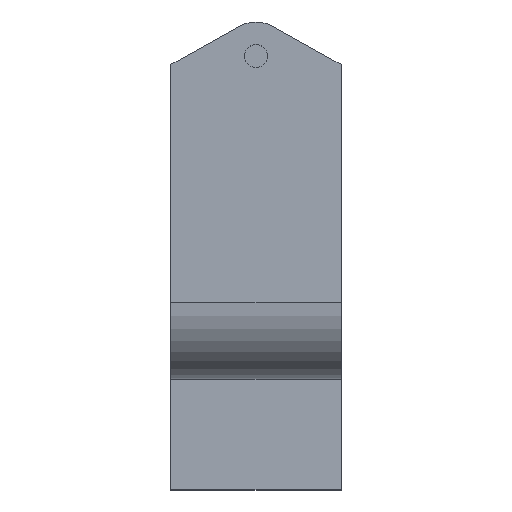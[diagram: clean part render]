
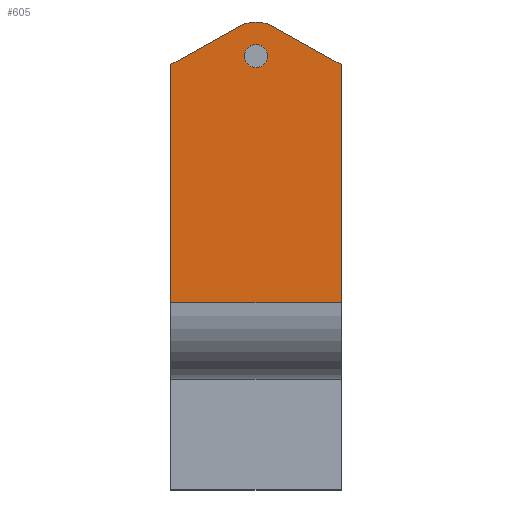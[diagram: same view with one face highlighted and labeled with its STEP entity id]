
A CAD part, top view. The second image highlights one B-rep face of the part: STEP entity #605.
In plain terms, the highlighted planar face has unit normal (0, 0, 1).
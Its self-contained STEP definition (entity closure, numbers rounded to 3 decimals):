
#22 = VERTEX_POINT('',#23);
#23 = CARTESIAN_POINT('',(-10.,54.,18.));
#32 = PLANE('',#33);
#33 = AXIS2_PLACEMENT_3D('',#34,#35,#36);
#34 = CARTESIAN_POINT('',(-10.,4.,4.));
#35 = DIRECTION('',(-1.,0.,0.));
#36 = DIRECTION('',(0.,0.,-1.));
#44 = PLANE('',#45);
#45 = AXIS2_PLACEMENT_3D('',#46,#47,#48);
#46 = CARTESIAN_POINT('',(-10.,54.,18.));
#47 = DIRECTION('',(0.487,-0.873,0.));
#48 = DIRECTION('',(0.873,0.487,0.));
#399 = VERTEX_POINT('',#400);
#400 = CARTESIAN_POINT('',(-10.,26.,18.));
#415 = CYLINDRICAL_SURFACE('',#416,9.);
#416 = AXIS2_PLACEMENT_3D('',#417,#418,#419);
#417 = CARTESIAN_POINT('',(-10.,26.,9.));
#418 = DIRECTION('',(1.,0.,0.));
#419 = DIRECTION('',(0.,-1.,0.));
#427 = EDGE_CURVE('',#399,#22,#428,.T.);
#428 = SURFACE_CURVE('',#429,(#433,#440),.PCURVE_S1.);
#429 = LINE('',#430,#431);
#430 = CARTESIAN_POINT('',(-10.,17.,18.));
#431 = VECTOR('',#432,1.);
#432 = DIRECTION('',(0.,1.,0.));
#433 = PCURVE('',#32,#434);
#434 = DEFINITIONAL_REPRESENTATION('',(#435),#439);
#435 = LINE('',#436,#437);
#436 = CARTESIAN_POINT('',(-14.,-13.));
#437 = VECTOR('',#438,1.);
#438 = DIRECTION('',(0.,-1.));
#439 = ( GEOMETRIC_REPRESENTATION_CONTEXT(2) 
PARAMETRIC_REPRESENTATION_CONTEXT() REPRESENTATION_CONTEXT('2D SPACE',''
  ) );
#440 = PCURVE('',#441,#446);
#441 = PLANE('',#442);
#442 = AXIS2_PLACEMENT_3D('',#443,#444,#445);
#443 = CARTESIAN_POINT('',(0.,36.418,18.));
#444 = DIRECTION('',(0.,0.,-1.));
#445 = DIRECTION('',(-1.,0.,0.));
#446 = DEFINITIONAL_REPRESENTATION('',(#447),#451);
#447 = LINE('',#448,#449);
#448 = CARTESIAN_POINT('',(10.,-19.418));
#449 = VECTOR('',#450,1.);
#450 = DIRECTION('',(0.,1.));
#451 = ( GEOMETRIC_REPRESENTATION_CONTEXT(2) 
PARAMETRIC_REPRESENTATION_CONTEXT() REPRESENTATION_CONTEXT('2D SPACE',''
  ) );
#509 = VERTEX_POINT('',#510);
#510 = CARTESIAN_POINT('',(-1.949,58.493,18.));
#524 = CYLINDRICAL_SURFACE('',#525,4.);
#525 = AXIS2_PLACEMENT_3D('',#526,#527,#528);
#526 = CARTESIAN_POINT('',(0.,55.,18.));
#527 = DIRECTION('',(0.,0.,1.));
#528 = DIRECTION('',(0.,-1.,0.));
#536 = EDGE_CURVE('',#22,#509,#537,.T.);
#537 = SURFACE_CURVE('',#538,(#542,#549),.PCURVE_S1.);
#538 = LINE('',#539,#540);
#539 = CARTESIAN_POINT('',(-10.,54.,18.));
#540 = VECTOR('',#541,1.);
#541 = DIRECTION('',(0.873,0.487,0.));
#542 = PCURVE('',#44,#543);
#543 = DEFINITIONAL_REPRESENTATION('',(#544),#548);
#544 = LINE('',#545,#546);
#545 = CARTESIAN_POINT('',(0.,0.));
#546 = VECTOR('',#547,1.);
#547 = DIRECTION('',(1.,0.));
#548 = ( GEOMETRIC_REPRESENTATION_CONTEXT(2) 
PARAMETRIC_REPRESENTATION_CONTEXT() REPRESENTATION_CONTEXT('2D SPACE',''
  ) );
#549 = PCURVE('',#441,#550);
#550 = DEFINITIONAL_REPRESENTATION('',(#551),#555);
#551 = LINE('',#552,#553);
#552 = CARTESIAN_POINT('',(10.,17.582));
#553 = VECTOR('',#554,1.);
#554 = DIRECTION('',(-0.873,0.487));
#555 = ( GEOMETRIC_REPRESENTATION_CONTEXT(2) 
PARAMETRIC_REPRESENTATION_CONTEXT() REPRESENTATION_CONTEXT('2D SPACE',''
  ) );
#605 = ADVANCED_FACE('',(#606,#715),#441,.F.);
#606 = FACE_BOUND('',#607,.F.);
#607 = EDGE_LOOP('',(#608,#609,#610,#638,#666,#694));
#608 = ORIENTED_EDGE('',*,*,#427,.T.);
#609 = ORIENTED_EDGE('',*,*,#536,.T.);
#610 = ORIENTED_EDGE('',*,*,#611,.F.);
#611 = EDGE_CURVE('',#612,#509,#614,.T.);
#612 = VERTEX_POINT('',#613);
#613 = CARTESIAN_POINT('',(1.949,58.493,18.));
#614 = SURFACE_CURVE('',#615,(#620,#631),.PCURVE_S1.);
#615 = CIRCLE('',#616,4.);
#616 = AXIS2_PLACEMENT_3D('',#617,#618,#619);
#617 = CARTESIAN_POINT('',(0.,55.,18.));
#618 = DIRECTION('',(0.,0.,1.));
#619 = DIRECTION('',(0.,-1.,0.));
#620 = PCURVE('',#441,#621);
#621 = DEFINITIONAL_REPRESENTATION('',(#622),#630);
#622 = ( BOUNDED_CURVE() B_SPLINE_CURVE(2,(#623,#624,#625,#626,#627,#628
,#629),.UNSPECIFIED.,.F.,.F.) B_SPLINE_CURVE_WITH_KNOTS((1,2,2,2,2,1),(
    -2.094,0.,2.094,4.189,6.283,
8.378),.UNSPECIFIED.) CURVE() GEOMETRIC_REPRESENTATION_ITEM() 
RATIONAL_B_SPLINE_CURVE((1.,0.5,1.,0.5,1.,0.5,1.)) REPRESENTATION_ITEM(
  '') );
#623 = CARTESIAN_POINT('',(0.,14.582));
#624 = CARTESIAN_POINT('',(-6.928,14.582));
#625 = CARTESIAN_POINT('',(-3.464,20.582));
#626 = CARTESIAN_POINT('',(0.,26.582));
#627 = CARTESIAN_POINT('',(3.464,20.582));
#628 = CARTESIAN_POINT('',(6.928,14.582));
#629 = CARTESIAN_POINT('',(0.,14.582));
#630 = ( GEOMETRIC_REPRESENTATION_CONTEXT(2) 
PARAMETRIC_REPRESENTATION_CONTEXT() REPRESENTATION_CONTEXT('2D SPACE',''
  ) );
#631 = PCURVE('',#524,#632);
#632 = DEFINITIONAL_REPRESENTATION('',(#633),#637);
#633 = LINE('',#634,#635);
#634 = CARTESIAN_POINT('',(0.,0.));
#635 = VECTOR('',#636,1.);
#636 = DIRECTION('',(1.,0.));
#637 = ( GEOMETRIC_REPRESENTATION_CONTEXT(2) 
PARAMETRIC_REPRESENTATION_CONTEXT() REPRESENTATION_CONTEXT('2D SPACE',''
  ) );
#638 = ORIENTED_EDGE('',*,*,#639,.T.);
#639 = EDGE_CURVE('',#612,#640,#642,.T.);
#640 = VERTEX_POINT('',#641);
#641 = CARTESIAN_POINT('',(10.,54.,18.));
#642 = SURFACE_CURVE('',#643,(#647,#654),.PCURVE_S1.);
#643 = LINE('',#644,#645);
#644 = CARTESIAN_POINT('',(1.949,58.493,18.));
#645 = VECTOR('',#646,1.);
#646 = DIRECTION('',(0.873,-0.487,0.)
  );
#647 = PCURVE('',#441,#648);
#648 = DEFINITIONAL_REPRESENTATION('',(#649),#653);
#649 = LINE('',#650,#651);
#650 = CARTESIAN_POINT('',(-1.949,22.075));
#651 = VECTOR('',#652,1.);
#652 = DIRECTION('',(-0.873,-0.487));
#653 = ( GEOMETRIC_REPRESENTATION_CONTEXT(2) 
PARAMETRIC_REPRESENTATION_CONTEXT() REPRESENTATION_CONTEXT('2D SPACE',''
  ) );
#654 = PCURVE('',#655,#660);
#655 = PLANE('',#656);
#656 = AXIS2_PLACEMENT_3D('',#657,#658,#659);
#657 = CARTESIAN_POINT('',(1.949,58.493,18.));
#658 = DIRECTION('',(-0.487,-0.873,0.)
  );
#659 = DIRECTION('',(0.873,-0.487,0.)
  );
#660 = DEFINITIONAL_REPRESENTATION('',(#661),#665);
#661 = LINE('',#662,#663);
#662 = CARTESIAN_POINT('',(0.,0.));
#663 = VECTOR('',#664,1.);
#664 = DIRECTION('',(1.,0.));
#665 = ( GEOMETRIC_REPRESENTATION_CONTEXT(2) 
PARAMETRIC_REPRESENTATION_CONTEXT() REPRESENTATION_CONTEXT('2D SPACE',''
  ) );
#666 = ORIENTED_EDGE('',*,*,#667,.F.);
#667 = EDGE_CURVE('',#668,#640,#670,.T.);
#668 = VERTEX_POINT('',#669);
#669 = CARTESIAN_POINT('',(10.,26.,18.));
#670 = SURFACE_CURVE('',#671,(#675,#682),.PCURVE_S1.);
#671 = LINE('',#672,#673);
#672 = CARTESIAN_POINT('',(10.,17.,18.));
#673 = VECTOR('',#674,1.);
#674 = DIRECTION('',(0.,1.,0.));
#675 = PCURVE('',#441,#676);
#676 = DEFINITIONAL_REPRESENTATION('',(#677),#681);
#677 = LINE('',#678,#679);
#678 = CARTESIAN_POINT('',(-10.,-19.418));
#679 = VECTOR('',#680,1.);
#680 = DIRECTION('',(0.,1.));
#681 = ( GEOMETRIC_REPRESENTATION_CONTEXT(2) 
PARAMETRIC_REPRESENTATION_CONTEXT() REPRESENTATION_CONTEXT('2D SPACE',''
  ) );
#682 = PCURVE('',#683,#688);
#683 = PLANE('',#684);
#684 = AXIS2_PLACEMENT_3D('',#685,#686,#687);
#685 = CARTESIAN_POINT('',(10.,4.,4.));
#686 = DIRECTION('',(-1.,0.,0.));
#687 = DIRECTION('',(0.,0.,-1.));
#688 = DEFINITIONAL_REPRESENTATION('',(#689),#693);
#689 = LINE('',#690,#691);
#690 = CARTESIAN_POINT('',(-14.,-13.));
#691 = VECTOR('',#692,1.);
#692 = DIRECTION('',(0.,-1.));
#693 = ( GEOMETRIC_REPRESENTATION_CONTEXT(2) 
PARAMETRIC_REPRESENTATION_CONTEXT() REPRESENTATION_CONTEXT('2D SPACE',''
  ) );
#694 = ORIENTED_EDGE('',*,*,#695,.F.);
#695 = EDGE_CURVE('',#399,#668,#696,.T.);
#696 = SURFACE_CURVE('',#697,(#701,#708),.PCURVE_S1.);
#697 = LINE('',#698,#699);
#698 = CARTESIAN_POINT('',(-10.,26.,18.));
#699 = VECTOR('',#700,1.);
#700 = DIRECTION('',(1.,0.,0.));
#701 = PCURVE('',#441,#702);
#702 = DEFINITIONAL_REPRESENTATION('',(#703),#707);
#703 = LINE('',#704,#705);
#704 = CARTESIAN_POINT('',(10.,-10.418));
#705 = VECTOR('',#706,1.);
#706 = DIRECTION('',(-1.,0.));
#707 = ( GEOMETRIC_REPRESENTATION_CONTEXT(2) 
PARAMETRIC_REPRESENTATION_CONTEXT() REPRESENTATION_CONTEXT('2D SPACE',''
  ) );
#708 = PCURVE('',#415,#709);
#709 = DEFINITIONAL_REPRESENTATION('',(#710),#714);
#710 = LINE('',#711,#712);
#711 = CARTESIAN_POINT('',(-1.571,0.));
#712 = VECTOR('',#713,1.);
#713 = DIRECTION('',(-0.,1.));
#714 = ( GEOMETRIC_REPRESENTATION_CONTEXT(2) 
PARAMETRIC_REPRESENTATION_CONTEXT() REPRESENTATION_CONTEXT('2D SPACE',''
  ) );
#715 = FACE_BOUND('',#716,.F.);
#716 = EDGE_LOOP('',(#717));
#717 = ORIENTED_EDGE('',*,*,#718,.T.);
#718 = EDGE_CURVE('',#719,#719,#721,.T.);
#719 = VERTEX_POINT('',#720);
#720 = CARTESIAN_POINT('',(0.,53.625,18.));
#721 = SURFACE_CURVE('',#722,(#727,#738),.PCURVE_S1.);
#722 = CIRCLE('',#723,1.375);
#723 = AXIS2_PLACEMENT_3D('',#724,#725,#726);
#724 = CARTESIAN_POINT('',(0.,55.,18.));
#725 = DIRECTION('',(0.,0.,1.));
#726 = DIRECTION('',(0.,-1.,0.));
#727 = PCURVE('',#441,#728);
#728 = DEFINITIONAL_REPRESENTATION('',(#729),#737);
#729 = ( BOUNDED_CURVE() B_SPLINE_CURVE(2,(#730,#731,#732,#733,#734,#735
,#736),.UNSPECIFIED.,.F.,.F.) B_SPLINE_CURVE_WITH_KNOTS((1,2,2,2,2,1),(
    -2.094,0.,2.094,4.189,6.283,
8.378),.UNSPECIFIED.) CURVE() GEOMETRIC_REPRESENTATION_ITEM() 
RATIONAL_B_SPLINE_CURVE((1.,0.5,1.,0.5,1.,0.5,1.)) REPRESENTATION_ITEM(
  '') );
#730 = CARTESIAN_POINT('',(0.,17.207));
#731 = CARTESIAN_POINT('',(-2.382,17.207));
#732 = CARTESIAN_POINT('',(-1.191,19.269));
#733 = CARTESIAN_POINT('',(0.,21.332));
#734 = CARTESIAN_POINT('',(1.191,19.269));
#735 = CARTESIAN_POINT('',(2.382,17.207));
#736 = CARTESIAN_POINT('',(0.,17.207));
#737 = ( GEOMETRIC_REPRESENTATION_CONTEXT(2) 
PARAMETRIC_REPRESENTATION_CONTEXT() REPRESENTATION_CONTEXT('2D SPACE',''
  ) );
#738 = PCURVE('',#739,#744);
#739 = CYLINDRICAL_SURFACE('',#740,1.375);
#740 = AXIS2_PLACEMENT_3D('',#741,#742,#743);
#741 = CARTESIAN_POINT('',(0.,55.,18.));
#742 = DIRECTION('',(0.,0.,1.));
#743 = DIRECTION('',(0.,-1.,0.));
#744 = DEFINITIONAL_REPRESENTATION('',(#745),#749);
#745 = LINE('',#746,#747);
#746 = CARTESIAN_POINT('',(0.,0.));
#747 = VECTOR('',#748,1.);
#748 = DIRECTION('',(1.,0.));
#749 = ( GEOMETRIC_REPRESENTATION_CONTEXT(2) 
PARAMETRIC_REPRESENTATION_CONTEXT() REPRESENTATION_CONTEXT('2D SPACE',''
  ) );
